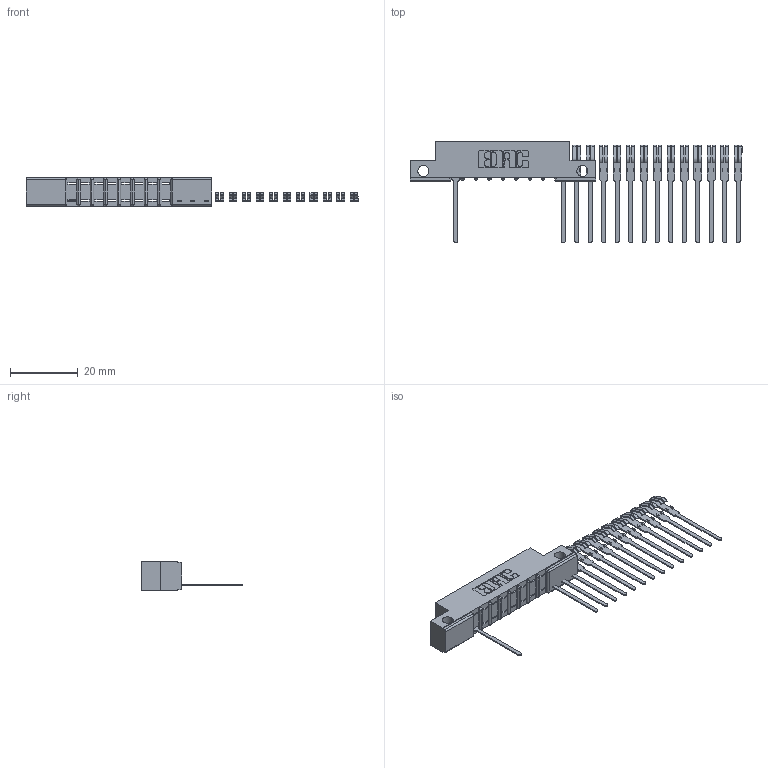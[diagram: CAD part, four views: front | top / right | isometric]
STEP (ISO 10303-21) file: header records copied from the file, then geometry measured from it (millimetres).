
FILE_DESCRIPTION (( 'STEP AP203' ), '1' );
FILE_NAME ('357-022-545-112.STEP', '2018-08-08T22:00:23', ( '' ), ( '' ), 'SwSTEP 2.0', 'SolidWorks 2016', '' );
FILE_SCHEMA (( 'CONFIG_CONTROL_DESIGN' ));
Length unit declared in the file: inch
Products named in the file (3): 307 Part_.128 Dia Side Mounting Holes; 307-290-001_545; 357-022-545-112
Assembly tree (16 placements, depth 2):
  357-022-545-112
    307 Part_.128 Dia Side Mounting Holes
    307-290-001_545  x15
Bounding box: 97.83 x 30 x 8.71 mm (x, y, z)
Volume: 3575.9 mm3; surface area: 5853.4 mm2
Topology: 16 solids, 16 shells, 827 faces, 2305 edges, 1490 vertices
Faces by surface type: plane 541, cylinder 268, sphere 18
Entity records: 11244 total; most frequent: CARTESIAN_POINT 1851, ORIENTED_EDGE 1830, DIRECTION 1827, EDGE_CURVE 915, LINE 687, VECTOR 687, VERTEX_POINT 594, AXIS2_PLACEMENT_3D 570
